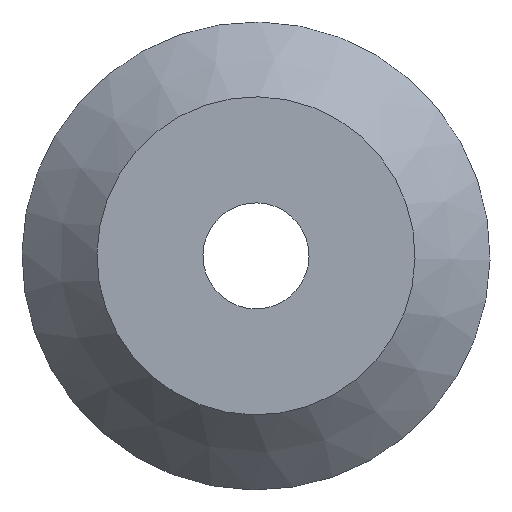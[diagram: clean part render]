
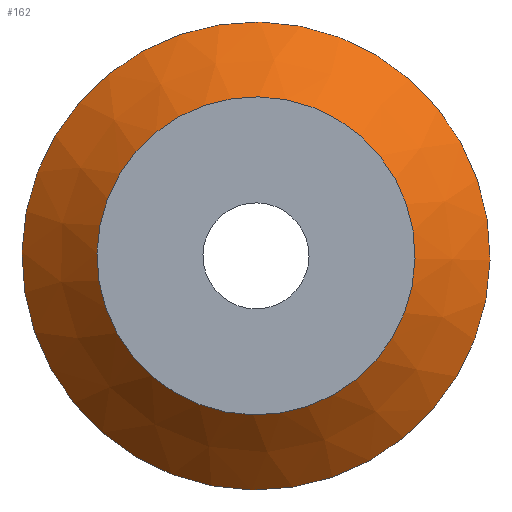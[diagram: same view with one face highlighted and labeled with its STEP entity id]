
A CAD part, top view. The second image highlights one B-rep face of the part: STEP entity #162.
In plain terms, the highlighted conical face has half-angle 45 degrees and reference radius 37.071 mm.
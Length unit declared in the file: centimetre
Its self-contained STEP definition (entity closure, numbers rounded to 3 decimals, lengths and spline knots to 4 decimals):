
#13=CONICAL_SURFACE($,#189,3.7071,0.785);
#27=FACE_BOUND($,#65,.T.);
#47=FACE_OUTER_BOUND($,#64,.T.);
#64=EDGE_LOOP($,(#134));
#65=EDGE_LOOP($,(#135));
#88=CIRCLE($,#190,3.);
#89=CIRCLE($,#191,4.4142);
#102=VERTEX_POINT($,#287);
#103=VERTEX_POINT($,#289);
#116=EDGE_CURVE($,#102,#102,#88,.T.);
#117=EDGE_CURVE($,#103,#103,#89,.T.);
#134=ORIENTED_EDGE($,*,*,#116,.T.);
#135=ORIENTED_EDGE($,*,*,#117,.F.);
#162=ADVANCED_FACE($,(#47,#27),#13,.T.);
#189=AXIS2_PLACEMENT_3D($,#286,#238,#239);
#190=AXIS2_PLACEMENT_3D($,#288,#240,#241);
#191=AXIS2_PLACEMENT_3D($,#290,#242,#243);
#238=DIRECTION('center_axis',(0.,0.,
-1.));
#239=DIRECTION('ref_axis',(1.,-0.017,0.));
#240=DIRECTION('center_axis',(0.,0.,
-1.));
#241=DIRECTION('ref_axis',(0.017,1.,0.));
#242=DIRECTION('center_axis',(0.,0.,
-1.));
#243=DIRECTION('ref_axis',(0.017,1.,0.));
#286=CARTESIAN_POINT('Origin',(-9.2575,4.5019,0.8371));
#287=CARTESIAN_POINT('',(-6.258,4.4495,1.5443));
#288=CARTESIAN_POINT('Origin',(-9.2575,4.5019,1.5443));
#289=CARTESIAN_POINT('',(-4.844,4.4248,0.13));
#290=CARTESIAN_POINT('Origin',(-9.2575,4.5019,0.13));
